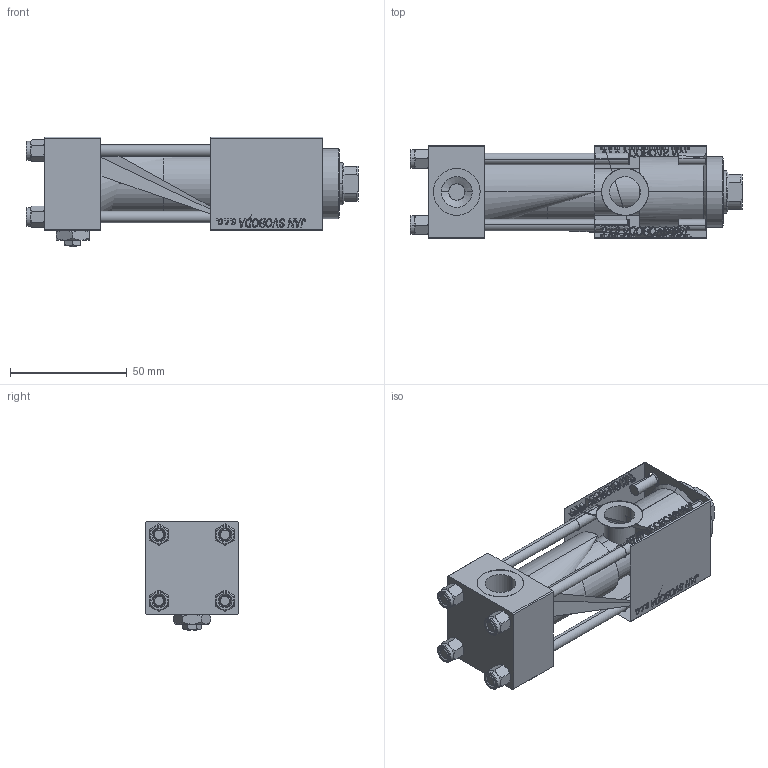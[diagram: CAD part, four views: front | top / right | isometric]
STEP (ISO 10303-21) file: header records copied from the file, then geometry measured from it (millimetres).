
FILE_DESCRIPTION (( 'STEP AP203' ), '1' );
FILE_NAME ('aa72.STEP', '2023-08-23T19:17:04', ( '' ), ( '' ), 'SwSTEP 2.0', 'SolidWorks 2019', '' );
FILE_SCHEMA (( 'CONFIG_CONTROL_DESIGN' ));
Length unit declared in the file: millimetre
Products named in the file (7): NUT_M5_C b93e3d8a793427c78159473e7dcde6c6; aa72; V215_VC_A b93e3d8a793427c78159473e7dcde6c6; V215CR_C_TYCINKA b93e3d8a793427c78159473e7dcde6c6; V215CR_VCP_C b93e3d8a793427c78159473e7dcde6c6; Zatka_pro_OIL_PORT b93e3d8a793427c78159473e7dcde6c6; V215CR_C_Body b93e3d8a793427c78159473e7dcde6c6
Assembly tree (12 placements, depth 2):
  aa72
    V215CR_C_Body b93e3d8a793427c78159473e7dcde6c6
    V215CR_VCP_C b93e3d8a793427c78159473e7dcde6c6
    NUT_M5_C b93e3d8a793427c78159473e7dcde6c6  x4
    V215CR_C_TYCINKA b93e3d8a793427c78159473e7dcde6c6  x4
    V215_VC_A b93e3d8a793427c78159473e7dcde6c6
    Zatka_pro_OIL_PORT b93e3d8a793427c78159473e7dcde6c6
Bounding box: 142 x 40 x 47 mm (x, y, z)
Volume: 152204.1 mm3; surface area: 57971.2 mm2
Topology: 12 solids, 12 shells, 1197 faces, 2981 edges, 1930 vertices
Faces by surface type: plane 547, bspline 392, cone 158, cylinder 92, torus 8
Entity records: 51805 total; most frequent: CARTESIAN_POINT 27570, ORIENTED_EDGE 5468, DIRECTION 3494, EDGE_CURVE 2734, VERTEX_POINT 1787, VECTOR 1632, LINE 1632, EDGE_LOOP 1207
